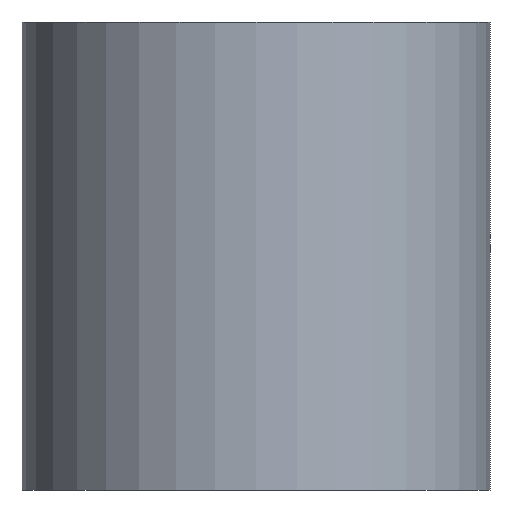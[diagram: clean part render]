
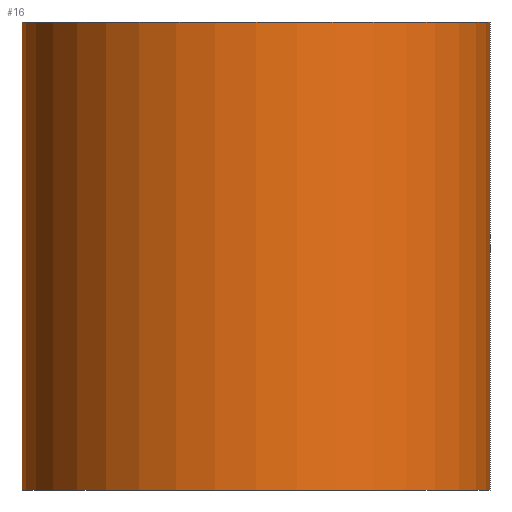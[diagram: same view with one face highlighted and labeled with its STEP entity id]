
A CAD part, front view. The second image highlights one B-rep face of the part: STEP entity #16.
In plain terms, the highlighted cylindrical face has radius 6.35 mm (diameter 12.7 mm), a partial arc.
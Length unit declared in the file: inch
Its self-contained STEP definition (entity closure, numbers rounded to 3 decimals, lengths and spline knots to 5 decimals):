
#8 = CIRCLE ( 'NONE', #47, 0.25 ) ;
#9 = CIRCLE ( 'NONE', #190, 0.25 ) ;
#16 = ADVANCED_FACE ( 'NONE', ( #177 ), #40, .T. ) ;
#19 = EDGE_CURVE ( 'NONE', #222, #83, #138, .T. ) ;
#21 = EDGE_CURVE ( 'NONE', #220, #223, #132, .T. ) ;
#25 = EDGE_CURVE ( 'NONE', #83, #223, #9, .T. ) ;
#26 = EDGE_CURVE ( 'NONE', #222, #220, #8, .T. ) ;
#39 = AXIS2_PLACEMENT_3D ( 'NONE', #205, #204, #203 ) ;
#40 = CYLINDRICAL_SURFACE ( 'NONE', #39, 0.25 ) ;
#46 = VECTOR ( 'NONE', #136, 39.37008 ) ;
#47 = AXIS2_PLACEMENT_3D ( 'NONE', #65, #64, #63 ) ;
#49 = VECTOR ( 'NONE', #130, 39.37008 ) ;
#63 = DIRECTION ( 'NONE',  ( 1., 0., 0. ) ) ;
#64 = DIRECTION ( 'NONE',  ( 0., 0., 1. ) ) ;
#65 = CARTESIAN_POINT ( 'NONE',  ( 0., 0., 0.5 ) ) ;
#66 = DIRECTION ( 'NONE',  ( 1., 0., 0. ) ) ;
#67 = DIRECTION ( 'NONE',  ( 0., 0., 1. ) ) ;
#68 = CARTESIAN_POINT ( 'NONE',  ( 0., 0., 0. ) ) ;
#83 = VERTEX_POINT ( 'NONE', #102 ) ;
#90 = EDGE_LOOP ( 'NONE', ( #157, #164, #167, #165 ) ) ;
#102 = CARTESIAN_POINT ( 'NONE',  ( -0.25, 0., 0. ) ) ;
#105 = CARTESIAN_POINT ( 'NONE',  ( 0.25, 0., 0.5 ) ) ;
#107 = CARTESIAN_POINT ( 'NONE',  ( -0.25, 0., 0.5 ) ) ;
#108 = CARTESIAN_POINT ( 'NONE',  ( 0.25, 0., 0. ) ) ;
#130 = DIRECTION ( 'NONE',  ( 0., 0., -1. ) ) ;
#131 = CARTESIAN_POINT ( 'NONE',  ( 0.25, 0., 0.5 ) ) ;
#132 = LINE ( 'NONE', #131, #49 ) ;
#136 = DIRECTION ( 'NONE',  ( 0., 0., -1. ) ) ;
#137 = CARTESIAN_POINT ( 'NONE',  ( -0.25, 0., 0.5 ) ) ;
#138 = LINE ( 'NONE', #137, #46 ) ;
#157 = ORIENTED_EDGE ( 'NONE', *, *, #21, .F. ) ;
#164 = ORIENTED_EDGE ( 'NONE', *, *, #26, .F. ) ;
#165 = ORIENTED_EDGE ( 'NONE', *, *, #25, .T. ) ;
#167 = ORIENTED_EDGE ( 'NONE', *, *, #19, .T. ) ;
#177 = FACE_OUTER_BOUND ( 'NONE', #90, .T. ) ;
#190 = AXIS2_PLACEMENT_3D ( 'NONE', #68, #67, #66 ) ;
#203 = DIRECTION ( 'NONE',  ( -1., 0., 0. ) ) ;
#204 = DIRECTION ( 'NONE',  ( 0., 0., -1. ) ) ;
#205 = CARTESIAN_POINT ( 'NONE',  ( 0., 0., 0.5 ) ) ;
#220 = VERTEX_POINT ( 'NONE', #105 ) ;
#222 = VERTEX_POINT ( 'NONE', #107 ) ;
#223 = VERTEX_POINT ( 'NONE', #108 ) ;
